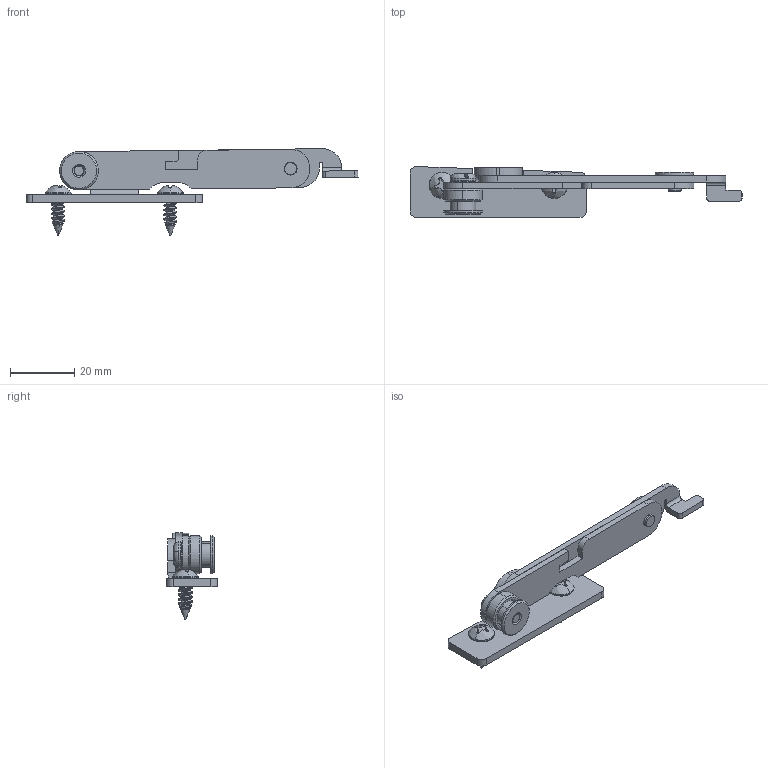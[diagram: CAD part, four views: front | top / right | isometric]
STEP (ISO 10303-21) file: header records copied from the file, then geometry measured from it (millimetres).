
FILE_DESCRIPTION (( 'STEP AP214' ), '1' );
FILE_NAME ('DSP ARCA VLS 8120960 12763.STEP', '2022-10-11T06:59:13', ( '' ), ( '' ), 'SwSTEP 2.0', 'SolidWorks 2021', '' );
FILE_SCHEMA (( 'AUTOMOTIVE_DESIGN' ));
Length unit declared in the file: millimetre
Products named in the file (10): ARCA  small  door stopper slive M4; Door stopper rivet; ARCA  small vertical door stopper arm; M4x10 screw_Domyslna; DSP ARCA VLS 8120960 12763; ARCA  small  door stopper slive; ARCA small  door stopper base left; ARCA small door stopper pin; screw 0.16Xx0.5_Domyslna; ARCA  small vertical door stopper hook left
Assembly tree (10 placements, depth 2):
  DSP ARCA VLS 8120960 12763
    ARCA small door stopper pin
    ARCA  small vertical door stopper hook left
    Door stopper rivet
    ARCA  small  door stopper slive M4
    ARCA  small  door stopper slive
    ARCA  small vertical door stopper arm
    ARCA small  door stopper base left
    M4x10 screw_Domyslna
    screw 0.16Xx0.5_Domyslna  x2
Bounding box: 103.53 x 15.85 x 27.04 mm (x, y, z)
Volume: 6748.6 mm3; surface area: 8766 mm2
Topology: 11 solids, 11 shells, 350 faces, 912 edges, 593 vertices
Faces by surface type: cylinder 151, plane 110, bspline 49, cone 40
Entity records: 11665 total; most frequent: CARTESIAN_POINT 5012, ORIENTED_EDGE 1392, DIRECTION 1226, EDGE_CURVE 696, AXIS2_PLACEMENT_3D 460, VERTEX_POINT 450, LINE 306, VECTOR 306
